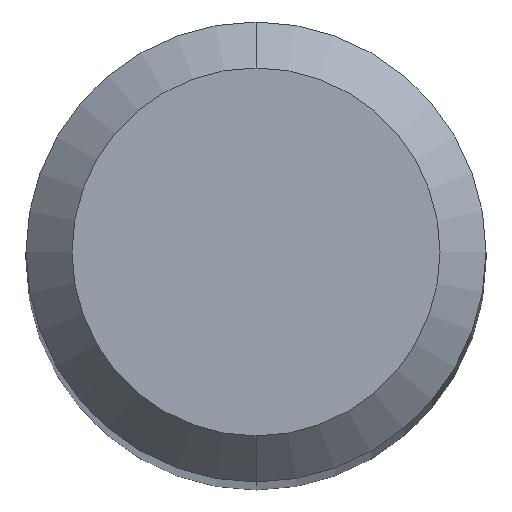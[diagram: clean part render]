
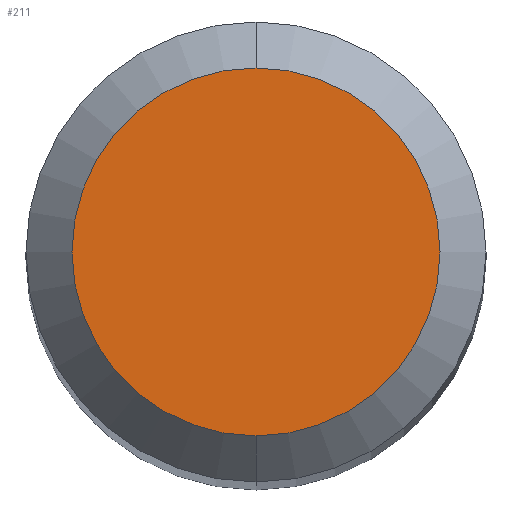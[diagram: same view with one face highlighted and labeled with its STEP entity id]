
A CAD part, top view. The second image highlights one B-rep face of the part: STEP entity #211.
In plain terms, the highlighted planar face has unit normal (0, 0, 1).
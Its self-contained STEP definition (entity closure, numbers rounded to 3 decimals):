
#211=ADVANCED_FACE('',(#521),#522,.T.);
#227=EDGE_CURVE('',#375,#377,#541,.T.);
#343=EDGE_CURVE('',#377,#375,#672,.T.);
#375=VERTEX_POINT('',#705);
#377=VERTEX_POINT('',#707);
#521=FACE_OUTER_BOUND('',#912,.T.);
#522=PLANE('',#913);
#541=CIRCLE('',#938,1.2);
#672=CIRCLE('',#1225,1.2);
#705=CARTESIAN_POINT('',(0.0,1.2,0.0));
#707=CARTESIAN_POINT('',(0.,-1.2,0.0));
#912=EDGE_LOOP('',(#1479,#1480));
#913=AXIS2_PLACEMENT_3D('',#1481,#1482,#1483);
#938=AXIS2_PLACEMENT_3D('',#1519,#1520,#1521);
#1225=AXIS2_PLACEMENT_3D('',#1681,#1682,#1683);
#1479=ORIENTED_EDGE('',*,*,#227,.F.);
#1480=ORIENTED_EDGE('',*,*,#343,.F.);
#1481=CARTESIAN_POINT('',(0.0,0.6,0.0));
#1482=DIRECTION('',(-0.0,0.0,1.0));
#1483=DIRECTION('',(0.0,-1.0,0.0));
#1519=CARTESIAN_POINT('',(0.0,0.0,0.0));
#1520=DIRECTION('',(0.0,0.0,-1.0));
#1521=DIRECTION('',(0.0,1.0,0.0));
#1681=CARTESIAN_POINT('',(0.0,0.0,0.0));
#1682=DIRECTION('',(0.0,0.0,-1.0));
#1683=DIRECTION('',(0.0,1.0,0.0));
